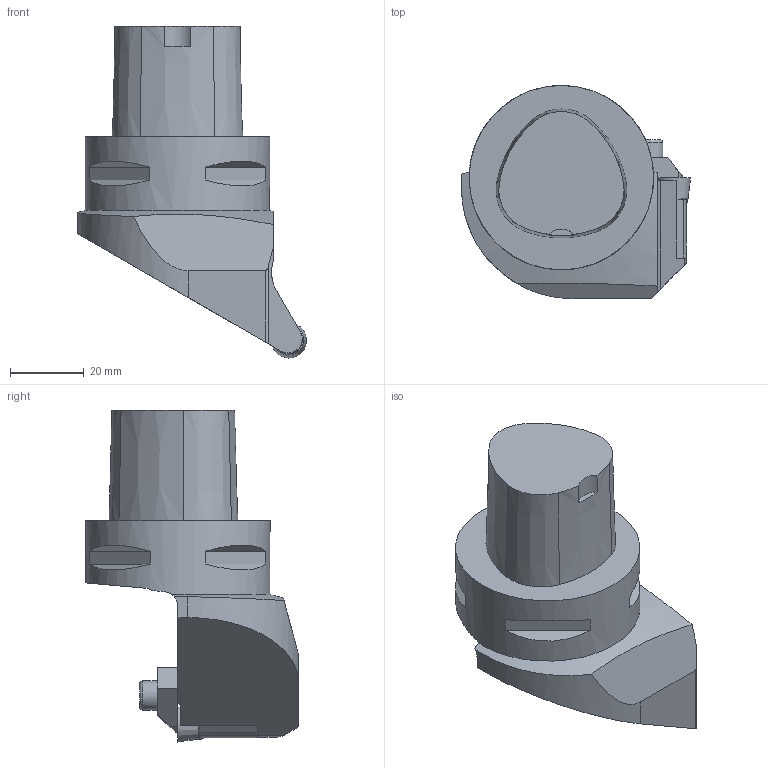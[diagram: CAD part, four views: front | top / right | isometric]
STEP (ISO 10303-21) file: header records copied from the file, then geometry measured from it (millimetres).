
FILE_DESCRIPTION(/* description */ (''),/* implementation_level */ '2;1');
FILE_NAME(/* name */ '1631703528725.stp',/* time_stamp */ '2021-09-15T16:29:03+06:00',/* author */ (''),/* organization */ ('SMS'),/* preprocessor_version */ 'ST-DEVELOPER v16.7',/* originating_system */ 'SIEMENS PLM Software NX 12.0',/* authorisation */ '');
FILE_SCHEMA (('AUTOMOTIVE_DESIGN { 1 0 10303 214 3 1 1 1 }'));
Length unit declared in the file: millimetre
Products named in the file (4): 203686281mod000_00; ASSEMBLY_CONSTRUCTION; 203712029mod000_00; 203712022mod000_00
Assembly tree (3 placements, depth 2):
  203712022mod000_00
    203712029mod000_00
    ASSEMBLY_CONSTRUCTION
    203686281mod000_00
Bounding box: 62.1 x 57.7 x 90 mm (x, y, z)
Volume: 101438.6 mm3; surface area: 16383.2 mm2
Topology: 2 solids, 3 shells, 75 faces, 189 edges, 134 vertices
Faces by surface type: plane 51, cylinder 14, cone 9, torus 1
Full cylindrical faces by diameter (mm): 4.826 x1, 7.9 x1, 50 x1
Entity records: 2451 total; most frequent: CARTESIAN_POINT 473, DIRECTION 394, ORIENTED_EDGE 354, EDGE_CURVE 177, AXIS2_PLACEMENT_3D 144, VERTEX_POINT 121, LINE 106, VECTOR 106
